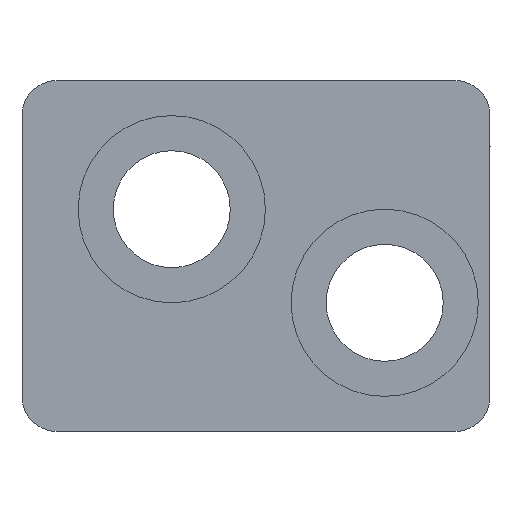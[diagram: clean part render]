
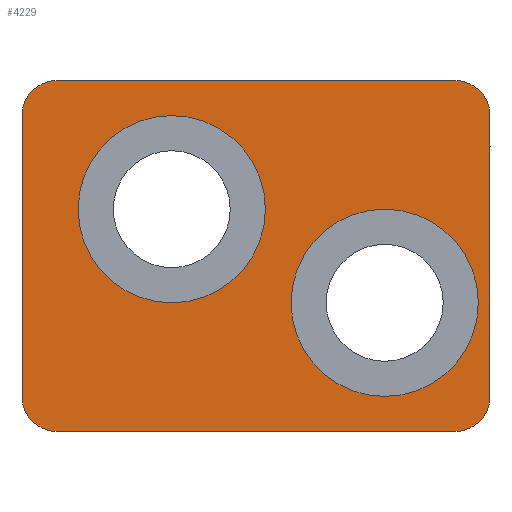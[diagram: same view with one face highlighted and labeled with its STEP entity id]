
A CAD part, left-side view. The second image highlights one B-rep face of the part: STEP entity #4229.
In plain terms, the highlighted planar face has unit normal (-1, 0, 0).
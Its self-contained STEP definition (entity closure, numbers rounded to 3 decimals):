
#435=CARTESIAN_POINT('',(-7.5,9.561,7.061));
#436=VERTEX_POINT('',#435);
#445=CARTESIAN_POINT('',(-7.5,8.5,7.5));
#446=VERTEX_POINT('',#445);
#447=CARTESIAN_POINT('',(-7.5,8.5,6.0));
#448=DIRECTION('',(1.,0.0,0.0));
#449=DIRECTION('',(0.0,0.707,0.707));
#450=AXIS2_PLACEMENT_3D('',#447,#448,#449);
#451=CIRCLE('',#450,1.5);
#452=EDGE_CURVE('',#436,#446,#451,.T.);
#479=CARTESIAN_POINT('',(-7.5,9.561,-7.061));
#480=VERTEX_POINT('',#479);
#496=CARTESIAN_POINT('',(-7.5,8.5,-7.5));
#497=VERTEX_POINT('',#496);
#504=CARTESIAN_POINT('',(-7.5,8.5,-6.0));
#505=DIRECTION('',(1.,0.0,0.0));
#506=DIRECTION('',(0.0,0.707,-0.707));
#507=AXIS2_PLACEMENT_3D('',#504,#505,#506);
#508=CIRCLE('',#507,1.5);
#509=EDGE_CURVE('',#497,#480,#508,.T.);
#519=CARTESIAN_POINT('',(-7.5,-9.561,-7.061));
#520=VERTEX_POINT('',#519);
#529=CARTESIAN_POINT('',(-7.5,-8.5,-7.5));
#530=VERTEX_POINT('',#529);
#531=CARTESIAN_POINT('',(-7.5,-8.5,-6.0));
#532=DIRECTION('',(1.,0.0,0.0));
#533=DIRECTION('',(0.0,-0.707,-0.707));
#534=AXIS2_PLACEMENT_3D('',#531,#532,#533);
#535=CIRCLE('',#534,1.5);
#536=EDGE_CURVE('',#520,#530,#535,.T.);
#647=CARTESIAN_POINT('',(-7.5,-9.561,7.061));
#648=VERTEX_POINT('',#647);
#664=CARTESIAN_POINT('',(-7.5,-8.5,7.5));
#665=VERTEX_POINT('',#664);
#672=CARTESIAN_POINT('',(-7.5,-8.5,6.0));
#673=DIRECTION('',(1.,0.0,0.0));
#674=DIRECTION('',(0.0,-0.707,0.707));
#675=AXIS2_PLACEMENT_3D('',#672,#673,#674);
#676=CIRCLE('',#675,1.5);
#677=EDGE_CURVE('',#665,#648,#676,.T.);
#689=CARTESIAN_POINT('',(-7.5,-0.4,2.0));
#690=VERTEX_POINT('',#689);
#706=CARTESIAN_POINT('',(-7.5,7.6,2.));
#707=VERTEX_POINT('',#706);
#714=CARTESIAN_POINT('',(-7.5,3.6,2.0));
#715=DIRECTION('',(1.0,0.0,0.0));
#716=DIRECTION('',(0.0,-1.0,0.0));
#717=AXIS2_PLACEMENT_3D('',#714,#715,#716);
#718=CIRCLE('',#717,4.0);
#719=EDGE_CURVE('',#690,#707,#718,.T.);
#731=CARTESIAN_POINT('',(-7.5,-9.5,-2.0));
#732=VERTEX_POINT('',#731);
#748=CARTESIAN_POINT('',(-7.5,-1.5,-2.0));
#749=VERTEX_POINT('',#748);
#756=CARTESIAN_POINT('',(-7.5,-5.5,-2.0));
#757=DIRECTION('',(1.0,0.0,0.0));
#758=DIRECTION('',(0.0,-1.0,0.0));
#759=AXIS2_PLACEMENT_3D('',#756,#757,#758);
#760=CIRCLE('',#759,4.0);
#761=EDGE_CURVE('',#732,#749,#760,.T.);
#3780=CARTESIAN_POINT('',(-7.5,-5.5,-2.0));
#3781=DIRECTION('',(1.0,0.0,0.0));
#3782=DIRECTION('',(0.0,-1.0,0.0));
#3783=AXIS2_PLACEMENT_3D('',#3780,#3781,#3782);
#3784=CIRCLE('',#3783,4.0);
#3785=EDGE_CURVE('',#749,#732,#3784,.T.);
#3824=CARTESIAN_POINT('',(-7.5,3.6,2.0));
#3825=DIRECTION('',(1.0,0.0,0.0));
#3826=DIRECTION('',(0.0,-1.0,0.0));
#3827=AXIS2_PLACEMENT_3D('',#3824,#3825,#3826);
#3828=CIRCLE('',#3827,4.0);
#3829=EDGE_CURVE('',#707,#690,#3828,.T.);
#3868=CARTESIAN_POINT('',(-7.5,-10.0,6.0));
#3869=VERTEX_POINT('',#3868);
#3870=CARTESIAN_POINT('',(-7.5,-8.5,6.0));
#3871=DIRECTION('',(1.,0.0,0.0));
#3872=DIRECTION('',(0.0,-0.707,0.707));
#3873=AXIS2_PLACEMENT_3D('',#3870,#3871,#3872);
#3874=CIRCLE('',#3873,1.5);
#3875=EDGE_CURVE('',#648,#3869,#3874,.T.);
#4030=CARTESIAN_POINT('',(-7.5,-10.0,-6.0));
#4031=VERTEX_POINT('',#4030);
#4038=CARTESIAN_POINT('',(-7.5,-8.5,-6.0));
#4039=DIRECTION('',(1.,0.0,0.0));
#4040=DIRECTION('',(0.0,-0.707,-0.707));
#4041=AXIS2_PLACEMENT_3D('',#4038,#4039,#4040);
#4042=CIRCLE('',#4041,1.5);
#4043=EDGE_CURVE('',#4031,#520,#4042,.T.);
#4062=CARTESIAN_POINT('',(-7.5,-10.0,-6.0));
#4063=DIRECTION('',(0.0,0.0,1.0));
#4064=VECTOR('',#4063,12.0);
#4065=LINE('',#4062,#4064);
#4066=EDGE_CURVE('',#4031,#3869,#4065,.T.);
#4143=CARTESIAN_POINT('',(-7.5,10.0,-6.0));
#4144=VERTEX_POINT('',#4143);
#4145=CARTESIAN_POINT('',(-7.5,8.5,-6.0));
#4146=DIRECTION('',(1.,0.0,0.0));
#4147=DIRECTION('',(0.0,0.707,-0.707));
#4148=AXIS2_PLACEMENT_3D('',#4145,#4146,#4147);
#4149=CIRCLE('',#4148,1.5);
#4150=EDGE_CURVE('',#480,#4144,#4149,.T.);
#4168=CARTESIAN_POINT('',(-7.5,10.0,6.0));
#4169=VERTEX_POINT('',#4168);
#4170=CARTESIAN_POINT('',(-7.5,10.0,-6.0));
#4171=DIRECTION('',(0.0,0.0,1.0));
#4172=VECTOR('',#4171,12.0);
#4173=LINE('',#4170,#4172);
#4174=EDGE_CURVE('',#4144,#4169,#4173,.T.);
#4186=CARTESIAN_POINT('',(-7.5,-10.0,-7.5));
#4187=DIRECTION('',(-1.0,0.0,0.0));
#4188=DIRECTION('',(0.0,0.0,1.0));
#4189=AXIS2_PLACEMENT_3D('',#4186,#4187,#4188);
#4190=PLANE('',#4189);
#4191=ORIENTED_EDGE('',*,*,#677,.F.);
#4192=CARTESIAN_POINT('',(-7.5,-8.5,7.5));
#4193=DIRECTION('',(0.0,1.0,0.0));
#4194=VECTOR('',#4193,17.);
#4195=LINE('',#4192,#4194);
#4196=EDGE_CURVE('',#665,#446,#4195,.T.);
#4197=ORIENTED_EDGE('',*,*,#4196,.T.);
#4198=ORIENTED_EDGE('',*,*,#452,.F.);
#4199=CARTESIAN_POINT('',(-7.5,8.5,6.0));
#4200=DIRECTION('',(1.,0.0,0.0));
#4201=DIRECTION('',(0.0,0.707,0.707));
#4202=AXIS2_PLACEMENT_3D('',#4199,#4200,#4201);
#4203=CIRCLE('',#4202,1.5);
#4204=EDGE_CURVE('',#4169,#436,#4203,.T.);
#4205=ORIENTED_EDGE('',*,*,#4204,.F.);
#4206=ORIENTED_EDGE('',*,*,#4174,.F.);
#4207=ORIENTED_EDGE('',*,*,#4150,.F.);
#4208=ORIENTED_EDGE('',*,*,#509,.F.);
#4209=CARTESIAN_POINT('',(-7.5,8.5,-7.5));
#4210=DIRECTION('',(0.0,-1.0,0.0));
#4211=VECTOR('',#4210,17.);
#4212=LINE('',#4209,#4211);
#4213=EDGE_CURVE('',#497,#530,#4212,.T.);
#4214=ORIENTED_EDGE('',*,*,#4213,.T.);
#4215=ORIENTED_EDGE('',*,*,#536,.F.);
#4216=ORIENTED_EDGE('',*,*,#4043,.F.);
#4217=ORIENTED_EDGE('',*,*,#4066,.T.);
#4218=ORIENTED_EDGE('',*,*,#3875,.F.);
#4219=EDGE_LOOP('',(#4191,#4197,#4198,#4205,#4206,#4207,#4208,#4214,#4215,#4216,#4217,#4218));
#4220=FACE_OUTER_BOUND('',#4219,.T.);
#4221=ORIENTED_EDGE('',*,*,#761,.T.);
#4222=ORIENTED_EDGE('',*,*,#3785,.T.);
#4223=EDGE_LOOP('',(#4221,#4222));
#4224=FACE_BOUND('',#4223,.T.);
#4225=ORIENTED_EDGE('',*,*,#719,.T.);
#4226=ORIENTED_EDGE('',*,*,#3829,.T.);
#4227=EDGE_LOOP('',(#4225,#4226));
#4228=FACE_BOUND('',#4227,.T.);
#4229=ADVANCED_FACE('',(#4220,#4224,#4228),#4190,.T.);
